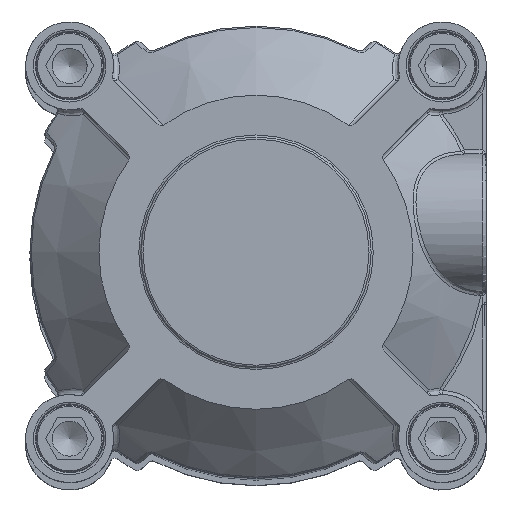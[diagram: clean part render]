
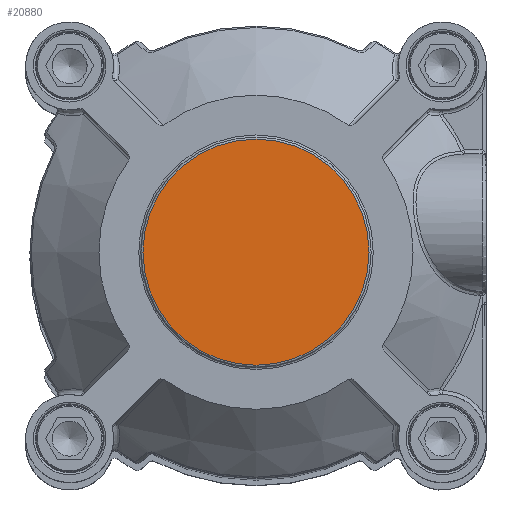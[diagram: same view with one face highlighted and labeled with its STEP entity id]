
A CAD part, top view. The second image highlights one B-rep face of the part: STEP entity #20880.
In plain terms, the highlighted planar face has unit normal (0, 0, 1).
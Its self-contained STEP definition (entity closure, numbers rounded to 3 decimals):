
#2202=FACE_OUTER_BOUND('',#3489,.T.);
#3489=EDGE_LOOP('',(#14689,#14690));
#7869=CIRCLE('',#22522,27.);
#7870=CIRCLE('',#22523,27.);
#9177=VERTEX_POINT('',#33401);
#9178=VERTEX_POINT('',#33403);
#11278=EDGE_CURVE('',#9177,#9178,#7869,.T.);
#11279=EDGE_CURVE('',#9178,#9177,#7870,.T.);
#14689=ORIENTED_EDGE('',*,*,#11279,.F.);
#14690=ORIENTED_EDGE('',*,*,#11278,.F.);
#20360=PLANE('',#22525);
#20880=ADVANCED_FACE('',(#2202),#20360,.F.);
#22522=AXIS2_PLACEMENT_3D('',#33404,#25196,#25197);
#22523=AXIS2_PLACEMENT_3D('',#33405,#25198,#25199);
#22525=AXIS2_PLACEMENT_3D('',#33407,#25202,#25203);
#25196=DIRECTION('center_axis',(0.,0.,-1.));
#25197=DIRECTION('ref_axis',(1.,0.,0.));
#25198=DIRECTION('center_axis',(0.,0.,-1.));
#25199=DIRECTION('ref_axis',(1.,0.,0.));
#25202=DIRECTION('center_axis',(0.,0.,-1.));
#25203=DIRECTION('ref_axis',(0.,1.,0.));
#33401=CARTESIAN_POINT('',(27.,0.,52.5));
#33403=CARTESIAN_POINT('',(-27.,0.,52.5));
#33404=CARTESIAN_POINT('Origin',(0.,0.,52.5));
#33405=CARTESIAN_POINT('Origin',(0.,0.,52.5));
#33407=CARTESIAN_POINT('Origin',(0.,-68.,52.5));
